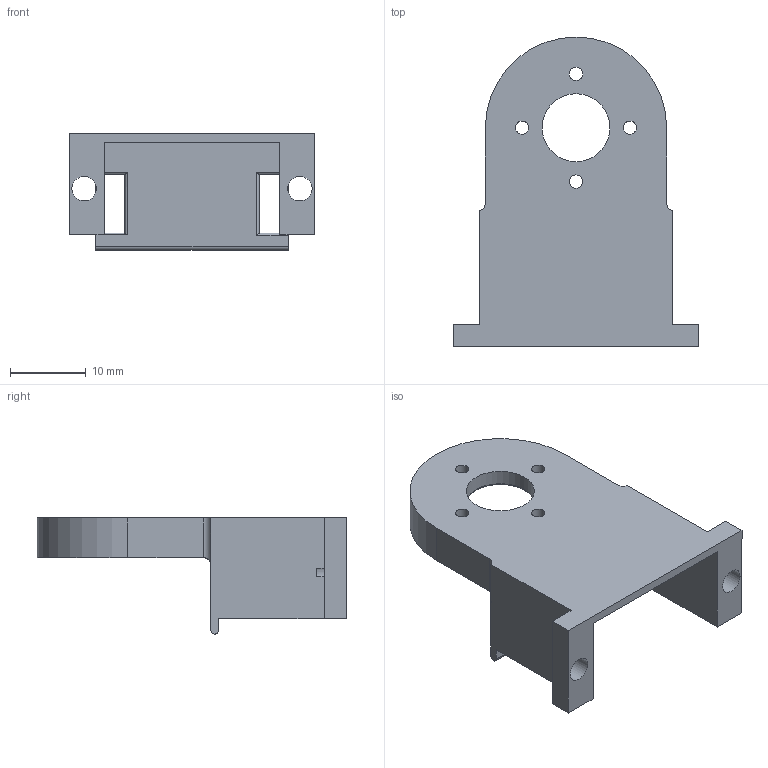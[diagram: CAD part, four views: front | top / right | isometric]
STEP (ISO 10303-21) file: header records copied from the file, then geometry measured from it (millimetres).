
FILE_DESCRIPTION(/* description */ (''),/* implementation_level */ '2;1');
FILE_NAME(/* name */ 'f930a0dd-7bc6-4204-90e8-3eff87f31314.stp',/* time_stamp */ '2026-02-26T19:24:57Z',/* author */ (''),/* organization */ (''),/* preprocessor_version */ 'ST-DEVELOPER v20.1',/* originating_system */ 'Autodesk Translation Framework v14.24.0.0',/* authorisation */ '');
FILE_SCHEMA (('AUTOMOTIVE_DESIGN { 1 0 10303 214 3 1 1 }'));
Length unit declared in the file: millimetre
Products named in the file (3): wristMount; armOneTest v2; circleServoHornMountTest1 v2
Assembly tree (2 placements, depth 3):
  wristMount
    armOneTest v2
      circleServoHornMountTest1 v2
Bounding box: 32.5 x 41 x 15.38 mm (x, y, z)
Volume: 2907.4 mm3; surface area: 4113.5 mm2
Topology: 1 solids, 1 shells, 54 faces, 161 edges, 103 vertices
Faces by surface type: plane 27, cylinder 20, torus 6, bspline 1
Full cylindrical faces by diameter (mm): 1.75 x4, 3.25 x2, 9 x1, 21 x1
Entity records: 2059 total; most frequent: CARTESIAN_POINT 461, DIRECTION 329, ORIENTED_EDGE 322, EDGE_CURVE 161, AXIS2_PLACEMENT_3D 115, VERTEX_POINT 103, LINE 99, VECTOR 99
